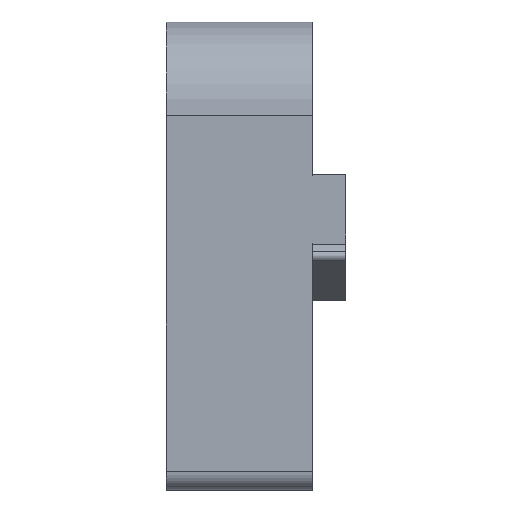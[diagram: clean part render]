
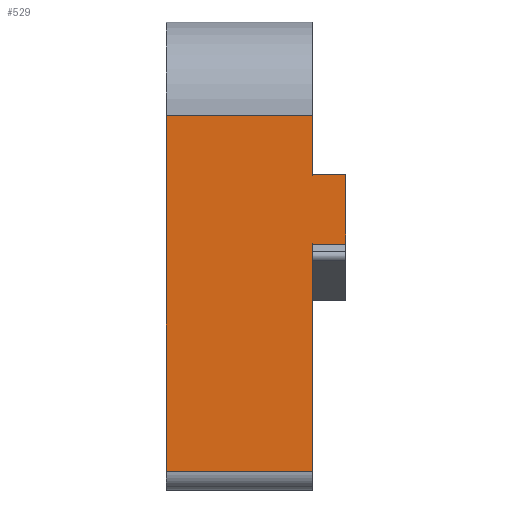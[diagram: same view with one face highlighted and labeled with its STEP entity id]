
A CAD part, left-side view. The second image highlights one B-rep face of the part: STEP entity #529.
In plain terms, the highlighted planar face has unit normal (-1, 0, 0).
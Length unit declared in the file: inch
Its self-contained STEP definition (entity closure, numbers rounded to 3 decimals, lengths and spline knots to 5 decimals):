
#34=PLANE('',#587);
#53=FACE_OUTER_BOUND('',#85,.T.);
#85=EDGE_LOOP('',(#439,#440,#441,#442,#443,#444,#445,#446));
#113=LINE('',#796,#162);
#116=LINE('',#804,#165);
#128=LINE('',#843,#177);
#133=LINE('',#854,#182);
#134=LINE('',#856,#183);
#142=LINE('',#880,#191);
#143=LINE('',#883,#192);
#144=LINE('',#884,#193);
#162=VECTOR('',#633,0.3937);
#165=VECTOR('',#638,0.3937);
#177=VECTOR('',#668,0.3937);
#182=VECTOR('',#679,0.3937);
#183=VECTOR('',#682,0.3937);
#191=VECTOR('',#712,0.3937);
#192=VECTOR('',#715,0.3937);
#193=VECTOR('',#716,0.3937);
#238=VERTEX_POINT('',#793);
#239=VERTEX_POINT('',#795);
#242=VERTEX_POINT('',#801);
#243=VERTEX_POINT('',#803);
#261=VERTEX_POINT('',#842);
#264=VERTEX_POINT('',#852);
#269=VERTEX_POINT('',#878);
#270=VERTEX_POINT('',#882);
#290=EDGE_CURVE('',#239,#238,#113,.T.);
#294=EDGE_CURVE('',#243,#242,#116,.T.);
#314=EDGE_CURVE('',#239,#261,#128,.T.);
#320=EDGE_CURVE('',#242,#264,#133,.T.);
#321=EDGE_CURVE('',#261,#264,#134,.T.);
#333=EDGE_CURVE('',#243,#269,#142,.T.);
#334=EDGE_CURVE('',#238,#270,#143,.T.);
#335=EDGE_CURVE('',#269,#270,#144,.T.);
#439=ORIENTED_EDGE('',*,*,#333,.F.);
#440=ORIENTED_EDGE('',*,*,#294,.T.);
#441=ORIENTED_EDGE('',*,*,#320,.T.);
#442=ORIENTED_EDGE('',*,*,#321,.F.);
#443=ORIENTED_EDGE('',*,*,#314,.F.);
#444=ORIENTED_EDGE('',*,*,#290,.T.);
#445=ORIENTED_EDGE('',*,*,#334,.T.);
#446=ORIENTED_EDGE('',*,*,#335,.F.);
#529=ADVANCED_FACE('',(#53),#34,.T.);
#587=AXIS2_PLACEMENT_3D('',#881,#713,#714);
#633=DIRECTION('',(0.,0.,1.));
#638=DIRECTION('',(0.,0.,1.));
#668=DIRECTION('',(0.,-1.,0.));
#679=DIRECTION('',(0.,-1.,0.));
#682=DIRECTION('',(0.,0.,-1.));
#712=DIRECTION('',(0.,1.,0.));
#713=DIRECTION('center_axis',(-1.,0.,0.));
#714=DIRECTION('ref_axis',(0.,0.,1.));
#715=DIRECTION('',(0.,1.,0.));
#716=DIRECTION('',(0.,0.,1.));
#793=CARTESIAN_POINT('',(-0.75,0.92675,2.39811));
#795=CARTESIAN_POINT('',(-0.75,0.92675,2.24135));
#796=CARTESIAN_POINT('',(-0.75,0.92675,1.39811));
#801=CARTESIAN_POINT('',(-0.75,0.92675,2.05488));
#803=CARTESIAN_POINT('',(-0.75,0.92675,1.44811));
#804=CARTESIAN_POINT('',(-0.75,0.92675,1.39811));
#842=CARTESIAN_POINT('',(-0.75,0.83675,2.24135));
#843=CARTESIAN_POINT('',(-0.75,0.92675,2.24135));
#852=CARTESIAN_POINT('',(-0.75,0.83675,2.05488));
#854=CARTESIAN_POINT('',(-0.75,0.92675,2.05488));
#856=CARTESIAN_POINT('',(-0.75,0.83675,2.15713));
#878=CARTESIAN_POINT('',(-0.75,1.31675,1.44811));
#880=CARTESIAN_POINT('',(-0.75,0.92675,1.44811));
#881=CARTESIAN_POINT('Origin',(-0.75,0.92675,1.39811));
#882=CARTESIAN_POINT('',(-0.75,1.31675,2.39811));
#883=CARTESIAN_POINT('',(-0.75,0.92675,2.39811));
#884=CARTESIAN_POINT('',(-0.75,1.31675,1.39811));
